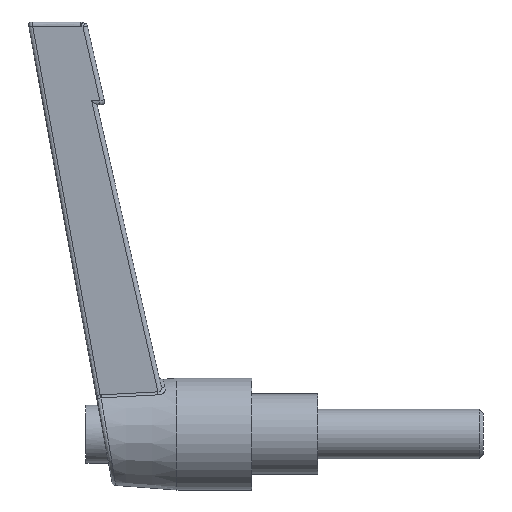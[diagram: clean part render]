
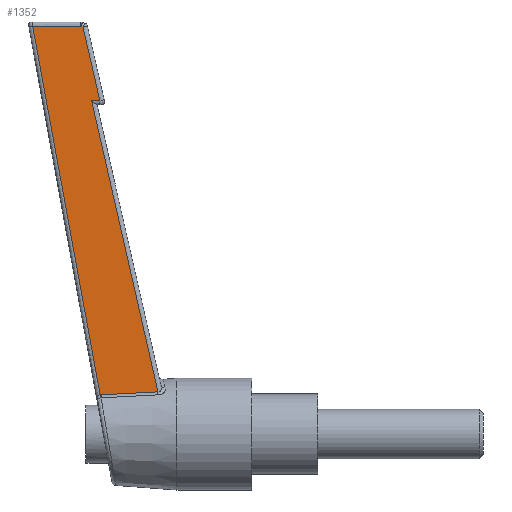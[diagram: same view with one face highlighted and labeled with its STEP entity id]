
A CAD part, left-side view. The second image highlights one B-rep face of the part: STEP entity #1352.
In plain terms, the highlighted planar face has unit normal (-0.999, 0.054, 0.001).
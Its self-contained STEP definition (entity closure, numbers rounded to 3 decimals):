
#84 = B_SPLINE_CURVE_WITH_KNOTS ( 'NONE', 3,
 ( #4272, #959, #253, #4301 ),
 .UNSPECIFIED., .F., .F.,
 ( 4, 4 ),
 ( 0., 1. ),
 .UNSPECIFIED. ) ;
#86 = DIRECTION ( 'NONE',  ( -0.999, 0.054, 0.001 ) ) ;
#104 = CARTESIAN_POINT ( 'NONE',  ( -4.404, 11.306, 5.102 ) ) ;
#179 = CARTESIAN_POINT ( 'NONE',  ( -4.097, 16.649, 28.551 ) ) ;
#253 = CARTESIAN_POINT ( 'NONE',  ( -3.871, 20.532, 49.238 ) ) ;
#372 = ORIENTED_EDGE ( 'NONE', *, *, #3881, .T. ) ;
#432 = FACE_OUTER_BOUND ( 'NONE', #570, .T. ) ;
#456 = CARTESIAN_POINT ( 'NONE',  ( -3.881, 20.345, 49.162 ) ) ;
#491 = VERTEX_POINT ( 'NONE', #4683 ) ;
#544 = CARTESIAN_POINT ( 'NONE',  ( -4.251, 13.977, 16.827 ) ) ;
#570 = EDGE_LOOP ( 'NONE', ( #372, #4164, #4117, #1498, #1978, #1764, #962, #637 ) ) ;
#604 = CARTESIAN_POINT ( 'NONE',  ( -4.028, 18.287, 4.735 ) ) ;
#637 = ORIENTED_EDGE ( 'NONE', *, *, #1747, .T. ) ;
#741 = CARTESIAN_POINT ( 'NONE',  ( -4.157, 15.887, 4.863 ) ) ;
#791 = CARTESIAN_POINT ( 'NONE',  ( -3.553, 26.427, 49.276 ) ) ;
#959 = CARTESIAN_POINT ( 'NONE',  ( -3.876, 20.438, 49.2 ) ) ;
#962 = ORIENTED_EDGE ( 'NONE', *, *, #2190, .T. ) ;
#966 = CARTESIAN_POINT ( 'NONE',  ( -3.998, 18.32, 40.276 ) ) ;
#1076 = CARTESIAN_POINT ( 'NONE',  ( -3.98, 18.654, 40.276 ) ) ;
#1174 = CARTESIAN_POINT ( 'NONE',  ( -3.962, 18.987, 40.276 ) ) ;
#1222 = DIRECTION ( 'NONE',  ( -0.054, -0.999, 0. ) ) ;
#1247 = EDGE_CURVE ( 'NONE', #4004, #4581, #1701, .T. ) ;
#1352 = ADVANCED_FACE ( 'NONE', ( #432 ), #4644, .T. ) ;
#1498 = ORIENTED_EDGE ( 'NONE', *, *, #2225, .T. ) ;
#1544 = EDGE_CURVE ( 'NONE', #491, #2903, #4913, .T. ) ;
#1673 = CARTESIAN_POINT ( 'NONE',  ( -3.553, 26.427, 49.276 ) ) ;
#1691 = B_SPLINE_CURVE_WITH_KNOTS ( 'NONE', 3,
 ( #1673, #2733, #4749, #2011 ),
 .UNSPECIFIED., .F., .F.,
 ( 4, 4 ),
 ( 0., 0.995 ),
 .UNSPECIFIED. ) ;
#1701 = B_SPLINE_CURVE_WITH_KNOTS ( 'NONE', 3,
 ( #4674, #2358, #3864, #456 ),
 .UNSPECIFIED., .F., .F.,
 ( 4, 4 ),
 ( 0., 1. ),
 .UNSPECIFIED. ) ;
#1747 = EDGE_CURVE ( 'NONE', #4554, #3351, #3700, .T. ) ;
#1764 = ORIENTED_EDGE ( 'NONE', *, *, #1247, .T. ) ;
#1829 = B_SPLINE_CURVE_WITH_KNOTS ( 'NONE', 3,
 ( #3935, #544, #179, #3180 ),
 .UNSPECIFIED., .F., .F.,
 ( 4, 4 ),
 ( 0.006, 1. ),
 .UNSPECIFIED. ) ;
#1943 = CARTESIAN_POINT ( 'NONE',  ( -4.499, 9.629, 0.112 ) ) ;
#1978 = ORIENTED_EDGE ( 'NONE', *, *, #4539, .T. ) ;
#2011 = CARTESIAN_POINT ( 'NONE',  ( -4.028, 18.287, 4.735 ) ) ;
#2151 = B_SPLINE_CURVE_WITH_KNOTS ( 'NONE', 3,
 ( #4566, #1174, #1076, #3371 ),
 .UNSPECIFIED., .F., .F.,
 ( 4, 4 ),
 ( 0., 1. ),
 .UNSPECIFIED. ) ;
#2166 = CARTESIAN_POINT ( 'NONE',  ( -4.034, 18.178, 4.743 ) ) ;
#2190 = EDGE_CURVE ( 'NONE', #4581, #4554, #84, .T. ) ;
#2225 = EDGE_CURVE ( 'NONE', #2903, #2610, #1829, .T. ) ;
#2358 = CARTESIAN_POINT ( 'NONE',  ( -3.959, 18.995, 43.238 ) ) ;
#2413 = CARTESIAN_POINT ( 'NONE',  ( -3.944, 19.32, 40.276 ) ) ;
#2523 = CARTESIAN_POINT ( 'NONE',  ( -4.404, 11.306, 5.102 ) ) ;
#2607 = CARTESIAN_POINT ( 'NONE',  ( -3.881, 20.345, 49.162 ) ) ;
#2610 = VERTEX_POINT ( 'NONE', #2413 ) ;
#2680 = B_SPLINE_CURVE_WITH_KNOTS ( 'NONE', 3,
 ( #4200, #3860, #2736, #2763 ),
 .UNSPECIFIED., .F., .F.,
 ( 4, 4 ),
 ( 0., 0. ),
 .UNSPECIFIED. ) ;
#2733 = CARTESIAN_POINT ( 'NONE',  ( -3.711, 23.714, 34.429 ) ) ;
#2736 = CARTESIAN_POINT ( 'NONE',  ( -4.032, 18.215, 4.741 ) ) ;
#2763 = CARTESIAN_POINT ( 'NONE',  ( -4.034, 18.178, 4.743 ) ) ;
#2764 = CARTESIAN_POINT ( 'NONE',  ( -3.657, 24.493, 49.276 ) ) ;
#2903 = VERTEX_POINT ( 'NONE', #104 ) ;
#2913 = CARTESIAN_POINT ( 'NONE',  ( -4.281, 13.596, 4.982 ) ) ;
#3102 = VERTEX_POINT ( 'NONE', #604 ) ;
#3180 = CARTESIAN_POINT ( 'NONE',  ( -3.944, 19.32, 40.276 ) ) ;
#3351 = VERTEX_POINT ( 'NONE', #4382 ) ;
#3371 = CARTESIAN_POINT ( 'NONE',  ( -3.998, 18.32, 40.276 ) ) ;
#3441 = CARTESIAN_POINT ( 'NONE',  ( -3.762, 22.559, 49.276 ) ) ;
#3507 = AXIS2_PLACEMENT_3D ( 'NONE', #1943, #86, #1222 ) ;
#3700 = B_SPLINE_CURVE_WITH_KNOTS ( 'NONE', 3,
 ( #4254, #3441, #2764, #791 ),
 .UNSPECIFIED., .F., .F.,
 ( 4, 4 ),
 ( 0., 1. ),
 .UNSPECIFIED. ) ;
#3860 = CARTESIAN_POINT ( 'NONE',  ( -4.03, 18.251, 4.739 ) ) ;
#3864 = CARTESIAN_POINT ( 'NONE',  ( -3.92, 19.67, 46.2 ) ) ;
#3881 = EDGE_CURVE ( 'NONE', #3351, #3102, #1691, .T. ) ;
#3935 = CARTESIAN_POINT ( 'NONE',  ( -4.404, 11.306, 5.102 ) ) ;
#4004 = VERTEX_POINT ( 'NONE', #966 ) ;
#4117 = ORIENTED_EDGE ( 'NONE', *, *, #1544, .T. ) ;
#4164 = ORIENTED_EDGE ( 'NONE', *, *, #4862, .T. ) ;
#4200 = CARTESIAN_POINT ( 'NONE',  ( -4.028, 18.287, 4.735 ) ) ;
#4254 = CARTESIAN_POINT ( 'NONE',  ( -3.866, 20.625, 49.276 ) ) ;
#4272 = CARTESIAN_POINT ( 'NONE',  ( -3.881, 20.345, 49.162 ) ) ;
#4301 = CARTESIAN_POINT ( 'NONE',  ( -3.866, 20.625, 49.276 ) ) ;
#4382 = CARTESIAN_POINT ( 'NONE',  ( -3.553, 26.427, 49.276 ) ) ;
#4539 = EDGE_CURVE ( 'NONE', #2610, #4004, #2151, .T. ) ;
#4554 = VERTEX_POINT ( 'NONE', #4903 ) ;
#4566 = CARTESIAN_POINT ( 'NONE',  ( -3.944, 19.32, 40.276 ) ) ;
#4581 = VERTEX_POINT ( 'NONE', #2607 ) ;
#4644 = PLANE ( 'NONE',  #3507 ) ;
#4674 = CARTESIAN_POINT ( 'NONE',  ( -3.998, 18.32, 40.276 ) ) ;
#4683 = CARTESIAN_POINT ( 'NONE',  ( -4.034, 18.178, 4.743 ) ) ;
#4749 = CARTESIAN_POINT ( 'NONE',  ( -3.87, 21.001, 19.582 ) ) ;
#4862 = EDGE_CURVE ( 'NONE', #3102, #491, #2680, .T. ) ;
#4903 = CARTESIAN_POINT ( 'NONE',  ( -3.866, 20.625, 49.276 ) ) ;
#4913 = B_SPLINE_CURVE_WITH_KNOTS ( 'NONE', 3,
 ( #2166, #741, #2913, #2523 ),
 .UNSPECIFIED., .F., .F.,
 ( 4, 4 ),
 ( 0., 0.007 ),
 .UNSPECIFIED. ) ;
